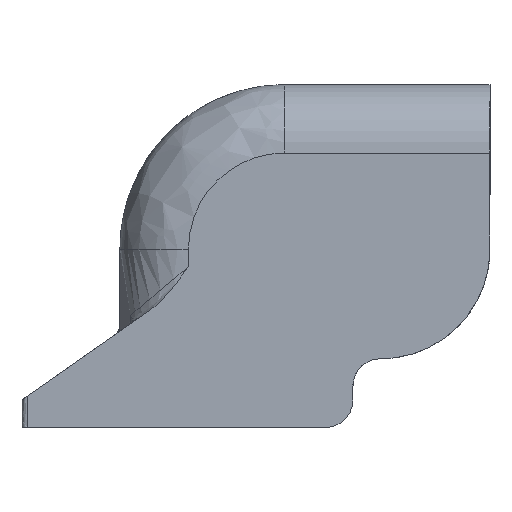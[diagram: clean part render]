
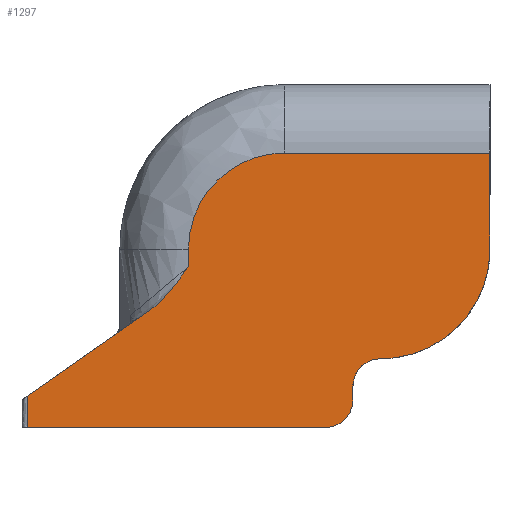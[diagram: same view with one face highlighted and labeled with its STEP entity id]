
A CAD part, left-side view. The second image highlights one B-rep face of the part: STEP entity #1297.
In plain terms, the highlighted free-form (B-spline) face has degree [1, 1] with [2, 2] control points.
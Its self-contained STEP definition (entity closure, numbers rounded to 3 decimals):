
#967 = EDGE_CURVE('',#968,#970,#972,.T.);
#968 = VERTEX_POINT('',#969);
#969 = CARTESIAN_POINT('',(-173.794,109.242,
    58.202));
#970 = VERTEX_POINT('',#971);
#971 = CARTESIAN_POINT('',(-173.794,109.242,
    64.552));
#972 = B_SPLINE_CURVE_WITH_KNOTS('',1,(#973,#974),.UNSPECIFIED.,.F.,.F.,
  (2,2),(-66.394,-60.),.PIECEWISE_BEZIER_KNOTS.);
#973 = CARTESIAN_POINT('',(-173.794,109.242,
    58.202));
#974 = CARTESIAN_POINT('',(-173.794,109.242,
    64.552));
#1045 = VERTEX_POINT('',#1046);
#1046 = CARTESIAN_POINT('',(-173.794,59.586,0.));
#1051 = EDGE_CURVE('',#1045,#1052,#1054,.T.);
#1052 = VERTEX_POINT('',#1053);
#1053 = CARTESIAN_POINT('',(-173.794,167.536,0.));
#1054 = B_SPLINE_CURVE_WITH_KNOTS('',1,(#1055,#1056),.UNSPECIFIED.,.F.,
  .F.,(2,2),(60.,168.699),.PIECEWISE_BEZIER_KNOTS.);
#1055 = CARTESIAN_POINT('',(-173.794,59.586,0.));
#1056 = CARTESIAN_POINT('',(-173.794,167.536,0.));
#1162 = VERTEX_POINT('',#1163);
#1163 = CARTESIAN_POINT('',(-173.794,0.,99.311));
#1171 = EDGE_CURVE('',#1162,#1172,#1174,.T.);
#1172 = VERTEX_POINT('',#1173);
#1173 = CARTESIAN_POINT('',(-173.794,0.,64.552));
#1174 = B_SPLINE_CURVE_WITH_KNOTS('',1,(#1175,#1176),.UNSPECIFIED.,.F.,
  .F.,(2,2),(25.,60.),.PIECEWISE_BEZIER_KNOTS.);
#1175 = CARTESIAN_POINT('',(-173.794,0.,99.311));
#1176 = CARTESIAN_POINT('',(-173.794,0.,64.552));
#1297 = ADVANCED_FACE('',(#1298),#1378,.F.);
#1298 = FACE_BOUND('',#1299,.T.);
#1299 = EDGE_LOOP('',(#1300,#1301,#1309,#1316,#1324,#1330,#1331,#1338,
    #1344,#1345,#1366,#1373));
#1300 = ORIENTED_EDGE('',*,*,#1051,.F.);
#1301 = ORIENTED_EDGE('',*,*,#1302,.F.);
#1302 = EDGE_CURVE('',#1303,#1045,#1305,.T.);
#1303 = VERTEX_POINT('',#1304);
#1304 = CARTESIAN_POINT('',(-173.794,49.655,
    9.931));
#1305 = ( BOUNDED_CURVE() B_SPLINE_CURVE(2,(#1306,#1307,#1308),
.UNSPECIFIED.,.F.,.F.) B_SPLINE_CURVE_WITH_KNOTS((3,3),(1.571,
3.142),.PIECEWISE_BEZIER_KNOTS.) CURVE() 
GEOMETRIC_REPRESENTATION_ITEM() RATIONAL_B_SPLINE_CURVE((1.,
0.707,1.)) REPRESENTATION_ITEM('') );
#1306 = CARTESIAN_POINT('',(-173.794,49.655,
    9.931));
#1307 = CARTESIAN_POINT('',(-173.794,49.655,
    0.));
#1308 = CARTESIAN_POINT('',(-173.794,59.586,0.));
#1309 = ORIENTED_EDGE('',*,*,#1310,.T.);
#1310 = EDGE_CURVE('',#1303,#1311,#1313,.T.);
#1311 = VERTEX_POINT('',#1312);
#1312 = CARTESIAN_POINT('',(-173.794,49.655,
    14.897));
#1313 = B_SPLINE_CURVE_WITH_KNOTS('',1,(#1314,#1315),.UNSPECIFIED.,.F.,
  .F.,(2,2),(10.,15.),.PIECEWISE_BEZIER_KNOTS.);
#1314 = CARTESIAN_POINT('',(-173.794,49.655,
    9.931));
#1315 = CARTESIAN_POINT('',(-173.794,49.655,
    14.897));
#1316 = ORIENTED_EDGE('',*,*,#1317,.F.);
#1317 = EDGE_CURVE('',#1318,#1311,#1320,.T.);
#1318 = VERTEX_POINT('',#1319);
#1319 = CARTESIAN_POINT('',(-173.794,39.724,
    24.828));
#1320 = ( BOUNDED_CURVE() B_SPLINE_CURVE(2,(#1321,#1322,#1323),
.UNSPECIFIED.,.F.,.F.) B_SPLINE_CURVE_WITH_KNOTS((3,3),(0.,
1.571),.PIECEWISE_BEZIER_KNOTS.) CURVE() 
GEOMETRIC_REPRESENTATION_ITEM() RATIONAL_B_SPLINE_CURVE((1.,
0.707,1.)) REPRESENTATION_ITEM('') );
#1321 = CARTESIAN_POINT('',(-173.794,39.724,
    24.828));
#1322 = CARTESIAN_POINT('',(-173.794,49.655,
    24.828));
#1323 = CARTESIAN_POINT('',(-173.794,49.655,
    14.897));
#1324 = ORIENTED_EDGE('',*,*,#1325,.F.);
#1325 = EDGE_CURVE('',#1172,#1318,#1326,.T.);
#1326 = ( BOUNDED_CURVE() B_SPLINE_CURVE(2,(#1327,#1328,#1329),
.UNSPECIFIED.,.F.,.F.) B_SPLINE_CURVE_WITH_KNOTS((3,3),(1.571,
3.142),.PIECEWISE_BEZIER_KNOTS.) CURVE() 
GEOMETRIC_REPRESENTATION_ITEM() RATIONAL_B_SPLINE_CURVE((1.,
0.707,1.)) REPRESENTATION_ITEM('') );
#1327 = CARTESIAN_POINT('',(-173.794,0.,
    64.552));
#1328 = CARTESIAN_POINT('',(-173.794,0.,24.828));
#1329 = CARTESIAN_POINT('',(-173.794,39.724,
    24.828));
#1330 = ORIENTED_EDGE('',*,*,#1171,.F.);
#1331 = ORIENTED_EDGE('',*,*,#1332,.F.);
#1332 = EDGE_CURVE('',#1333,#1162,#1335,.T.);
#1333 = VERTEX_POINT('',#1334);
#1334 = CARTESIAN_POINT('',(-173.794,74.483,
    99.311));
#1335 = B_SPLINE_CURVE_WITH_KNOTS('',1,(#1336,#1337),.UNSPECIFIED.,.F.,
  .F.,(2,2),(-75.,-0.),.PIECEWISE_BEZIER_KNOTS.);
#1336 = CARTESIAN_POINT('',(-173.794,74.483,
    99.311));
#1337 = CARTESIAN_POINT('',(-173.794,0.,99.311));
#1338 = ORIENTED_EDGE('',*,*,#1339,.F.);
#1339 = EDGE_CURVE('',#970,#1333,#1340,.T.);
#1340 = ( BOUNDED_CURVE() B_SPLINE_CURVE(2,(#1341,#1342,#1343),
.UNSPECIFIED.,.F.,.F.) B_SPLINE_CURVE_WITH_KNOTS((3,3),(4.712,
6.283),.PIECEWISE_BEZIER_KNOTS.) CURVE() 
GEOMETRIC_REPRESENTATION_ITEM() RATIONAL_B_SPLINE_CURVE((1.,
0.707,1.)) REPRESENTATION_ITEM('') );
#1341 = CARTESIAN_POINT('',(-173.794,109.242,
    64.552));
#1342 = CARTESIAN_POINT('',(-173.794,109.242,
    99.311));
#1343 = CARTESIAN_POINT('',(-173.794,74.483,
    99.311));
#1344 = ORIENTED_EDGE('',*,*,#967,.F.);
#1345 = ORIENTED_EDGE('',*,*,#1346,.F.);
#1346 = EDGE_CURVE('',#1347,#968,#1349,.T.);
#1347 = VERTEX_POINT('',#1348);
#1348 = CARTESIAN_POINT('',(-173.794,122.863,
    42.603));
#1349 = B_SPLINE_CURVE_WITH_KNOTS('',3,(#1350,#1351,#1352,#1353,#1354,
    #1355,#1356,#1357,#1358,#1359,#1360,#1361,#1362,#1363,#1364,#1365),
  .UNSPECIFIED.,.F.,.F.,(4,2,2,2,2,2,2,4),(0.,
    0.003,0.005,0.01,
    0.016,0.018,0.02,
    0.021),.UNSPECIFIED.);
#1350 = CARTESIAN_POINT('',(-173.794,122.863,
    42.603));
#1351 = CARTESIAN_POINT('',(-173.794,122.146,
    43.104));
#1352 = CARTESIAN_POINT('',(-173.794,121.467,
    43.643));
#1353 = CARTESIAN_POINT('',(-173.794,120.159,
    44.775));
#1354 = CARTESIAN_POINT('',(-173.794,119.53,
    45.367));
#1355 = CARTESIAN_POINT('',(-173.794,117.703,
    47.204));
#1356 = CARTESIAN_POINT('',(-173.794,116.56,
    48.509));
#1357 = CARTESIAN_POINT('',(-173.794,114.362,
    51.199));
#1358 = CARTESIAN_POINT('',(-173.794,113.312,
    52.58));
#1359 = CARTESIAN_POINT('',(-173.794,111.77,
    54.676));
#1360 = CARTESIAN_POINT('',(-173.794,111.261,
    55.379));
#1361 = CARTESIAN_POINT('',(-173.794,110.502,
    56.436));
#1362 = CARTESIAN_POINT('',(-173.794,110.249,
    56.789));
#1363 = CARTESIAN_POINT('',(-173.794,109.745,
    57.495));
#1364 = CARTESIAN_POINT('',(-173.794,109.492,
    57.85));
#1365 = CARTESIAN_POINT('',(-173.794,109.242,
    58.202));
#1366 = ORIENTED_EDGE('',*,*,#1367,.F.);
#1367 = EDGE_CURVE('',#1368,#1347,#1370,.T.);
#1368 = VERTEX_POINT('',#1369);
#1369 = CARTESIAN_POINT('',(-173.794,167.536,
    11.322));
#1370 = B_SPLINE_CURVE_WITH_KNOTS('',1,(#1371,#1372),.UNSPECIFIED.,.F.,
  .F.,(2,2),(2.442,57.356),.PIECEWISE_BEZIER_KNOTS.);
#1371 = CARTESIAN_POINT('',(-173.794,167.536,
    11.322));
#1372 = CARTESIAN_POINT('',(-173.794,122.863,
    42.603));
#1373 = ORIENTED_EDGE('',*,*,#1374,.F.);
#1374 = EDGE_CURVE('',#1052,#1368,#1375,.T.);
#1375 = B_SPLINE_CURVE_WITH_KNOTS('',1,(#1376,#1377),.UNSPECIFIED.,.F.,
  .F.,(2,2),(-10.,1.4),.PIECEWISE_BEZIER_KNOTS.);
#1376 = CARTESIAN_POINT('',(-173.794,167.536,0.));
#1377 = CARTESIAN_POINT('',(-173.794,167.536,
    11.322));
#1378 = B_SPLINE_SURFACE_WITH_KNOTS('',1,1,(
    (#1379,#1380)
    ,(#1381,#1382
    )),.UNSPECIFIED.,.F.,.F.,.F.,(2,2),(2,2),(-125.,-25.),(
    -168.699,0.),.PIECEWISE_BEZIER_KNOTS.);
#1379 = CARTESIAN_POINT('',(-173.794,167.536,0.));
#1380 = CARTESIAN_POINT('',(-173.794,0.,0.));
#1381 = CARTESIAN_POINT('',(-173.794,167.536,
    99.311));
#1382 = CARTESIAN_POINT('',(-173.794,0.,99.311));
